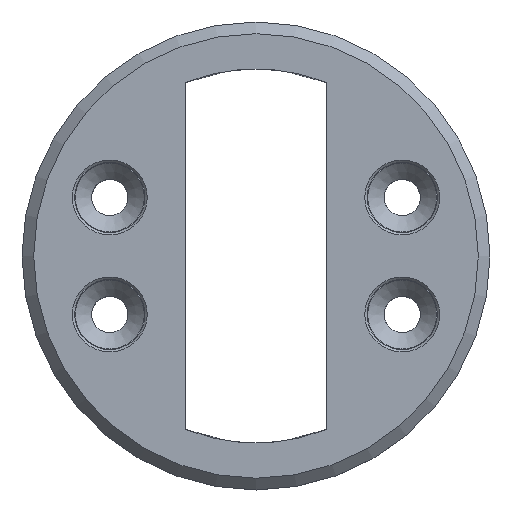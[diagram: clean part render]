
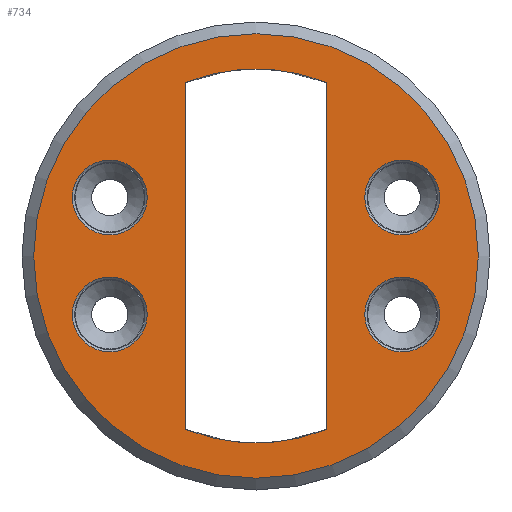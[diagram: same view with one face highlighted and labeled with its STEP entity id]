
A CAD part, top view. The second image highlights one B-rep face of the part: STEP entity #734.
In plain terms, the highlighted planar face has unit normal (0, 0, 1).
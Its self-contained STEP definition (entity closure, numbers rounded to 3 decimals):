
#15=FACE_BOUND('',#155,.T.);
#16=FACE_BOUND('',#156,.T.);
#17=FACE_BOUND('',#157,.T.);
#18=FACE_BOUND('',#158,.T.);
#19=FACE_BOUND('',#159,.T.);
#43=CIRCLE('',#828,3.2);
#46=CIRCLE('',#832,19.);
#47=CIRCLE('',#833,3.2);
#48=CIRCLE('',#834,3.2);
#49=CIRCLE('',#835,16.);
#50=CIRCLE('',#836,16.);
#51=CIRCLE('',#837,3.2);
#113=FACE_OUTER_BOUND('',#154,.T.);
#154=EDGE_LOOP('',(#552));
#155=EDGE_LOOP('',(#553));
#156=EDGE_LOOP('',(#554));
#157=EDGE_LOOP('',(#555,#556,#557,#558));
#158=EDGE_LOOP('',(#559));
#159=EDGE_LOOP('',(#560));
#209=LINE('',#1279,#248);
#210=LINE('',#1283,#249);
#248=VECTOR('',#1015,10.);
#249=VECTOR('',#1018,10.);
#328=VERTEX_POINT('',#1263);
#331=VERTEX_POINT('',#1271);
#332=VERTEX_POINT('',#1273);
#333=VERTEX_POINT('',#1275);
#334=VERTEX_POINT('',#1277);
#335=VERTEX_POINT('',#1278);
#336=VERTEX_POINT('',#1280);
#337=VERTEX_POINT('',#1282);
#338=VERTEX_POINT('',#1285);
#412=EDGE_CURVE('',#328,#328,#43,.T.);
#416=EDGE_CURVE('',#331,#331,#46,.T.);
#417=EDGE_CURVE('',#332,#332,#47,.T.);
#418=EDGE_CURVE('',#333,#333,#48,.T.);
#419=EDGE_CURVE('',#334,#335,#209,.T.);
#420=EDGE_CURVE('',#335,#336,#49,.T.);
#421=EDGE_CURVE('',#336,#337,#210,.T.);
#422=EDGE_CURVE('',#337,#334,#50,.T.);
#423=EDGE_CURVE('',#338,#338,#51,.T.);
#552=ORIENTED_EDGE('',*,*,#416,.F.);
#553=ORIENTED_EDGE('',*,*,#417,.F.);
#554=ORIENTED_EDGE('',*,*,#418,.F.);
#555=ORIENTED_EDGE('',*,*,#419,.T.);
#556=ORIENTED_EDGE('',*,*,#420,.T.);
#557=ORIENTED_EDGE('',*,*,#421,.T.);
#558=ORIENTED_EDGE('',*,*,#422,.T.);
#559=ORIENTED_EDGE('',*,*,#423,.F.);
#560=ORIENTED_EDGE('',*,*,#412,.F.);
#713=PLANE('',#831);
#734=ADVANCED_FACE('',(#113,#15,#16,#17,#18,#19),#713,.T.);
#828=AXIS2_PLACEMENT_3D('',#1264,#1000,#1001);
#831=AXIS2_PLACEMENT_3D('',#1270,#1007,#1008);
#832=AXIS2_PLACEMENT_3D('',#1272,#1009,#1010);
#833=AXIS2_PLACEMENT_3D('',#1274,#1011,#1012);
#834=AXIS2_PLACEMENT_3D('',#1276,#1013,#1014);
#835=AXIS2_PLACEMENT_3D('',#1281,#1016,#1017);
#836=AXIS2_PLACEMENT_3D('',#1284,#1019,#1020);
#837=AXIS2_PLACEMENT_3D('',#1286,#1021,#1022);
#1000=DIRECTION('center_axis',(0.,0.,1.));
#1001=DIRECTION('ref_axis',(-1.,0.,0.));
#1007=DIRECTION('center_axis',(0.,0.,1.));
#1008=DIRECTION('ref_axis',(1.,0.,0.));
#1009=DIRECTION('center_axis',(0.,0.,-1.));
#1010=DIRECTION('ref_axis',(-1.,0.,0.));
#1011=DIRECTION('center_axis',(0.,0.,1.));
#1012=DIRECTION('ref_axis',(-1.,0.,0.));
#1013=DIRECTION('center_axis',(0.,0.,1.));
#1014=DIRECTION('ref_axis',(-1.,0.,0.));
#1015=DIRECTION('',(0.,-1.,0.));
#1016=DIRECTION('center_axis',(0.,0.,-1.));
#1017=DIRECTION('ref_axis',(-1.,0.,0.));
#1018=DIRECTION('',(0.,1.,0.));
#1019=DIRECTION('center_axis',(0.,0.,-1.));
#1020=DIRECTION('ref_axis',(-1.,0.,0.));
#1021=DIRECTION('center_axis',(0.,0.,1.));
#1022=DIRECTION('ref_axis',(-1.,0.,0.));
#1263=CARTESIAN_POINT('',(15.7,5.,12.1));
#1264=CARTESIAN_POINT('Origin',(12.5,5.,12.1));
#1270=CARTESIAN_POINT('Origin',(0.,0.,12.1));
#1271=CARTESIAN_POINT('',(19.,0.,12.1));
#1272=CARTESIAN_POINT('Origin',(0.,0.,12.1));
#1273=CARTESIAN_POINT('',(15.7,-5.,12.1));
#1274=CARTESIAN_POINT('Origin',(12.5,-5.,12.1));
#1275=CARTESIAN_POINT('',(-9.3,-5.,12.1));
#1276=CARTESIAN_POINT('Origin',(-12.5,-5.,12.1));
#1277=CARTESIAN_POINT('',(6.,14.832,12.1));
#1278=CARTESIAN_POINT('',(6.,-14.832,12.1));
#1279=CARTESIAN_POINT('',(6.,-7.416,12.1));
#1280=CARTESIAN_POINT('',(-6.,-14.832,12.1));
#1281=CARTESIAN_POINT('Origin',(0.,0.,12.1));
#1282=CARTESIAN_POINT('',(-6.,14.832,12.1));
#1283=CARTESIAN_POINT('',(-6.,7.416,12.1));
#1284=CARTESIAN_POINT('Origin',(0.,0.,12.1));
#1285=CARTESIAN_POINT('',(-9.3,5.,12.1));
#1286=CARTESIAN_POINT('Origin',(-12.5,5.,12.1));
